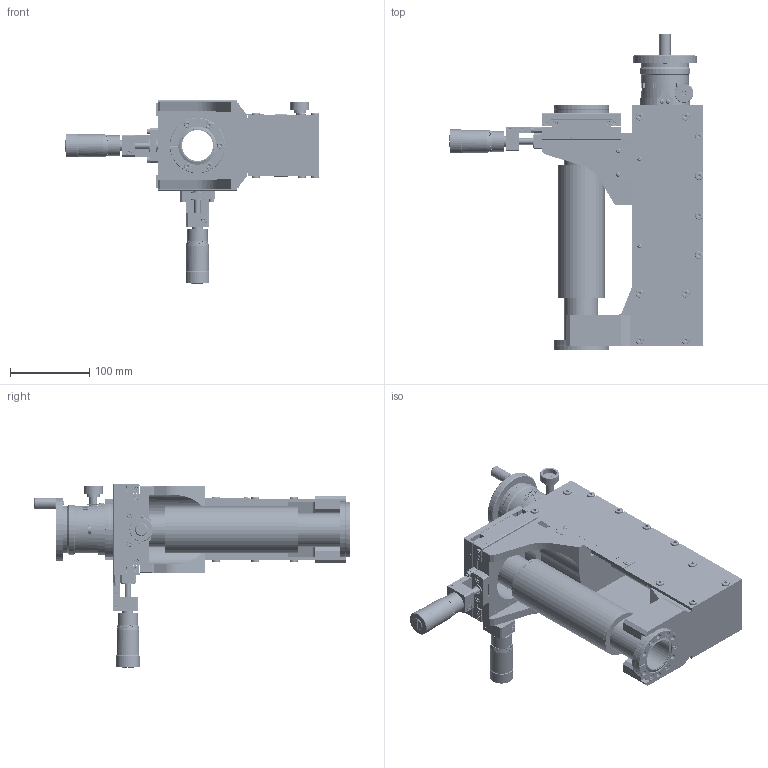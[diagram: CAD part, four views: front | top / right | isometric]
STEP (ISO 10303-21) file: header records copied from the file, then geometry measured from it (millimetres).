
FILE_DESCRIPTION (( 'STEP AP214' ), '1' );
FILE_NAME ('420MXYZ040-100.stp', '2017-11-24T09:34:47', ( '' ), ( '' ), 'SwSTEP 2.0', 'SolidWorks 2015', '' );
FILE_SCHEMA (( 'AUTOMOTIVE_DESIGN' ));
Length unit declared in the file: millimetre
Products named in the file (1): 420MXYZ040-100
Bounding box: 320.7 x 399.7 x 232.2 mm (x, y, z)
Volume: 2851141.9 mm3; surface area: 683765.4 mm2
Topology: 149 solids, 193 shells, 7892 faces, 19697 edges, 12015 vertices
Faces by surface type: plane 4764, cylinder 1412, cone 855, bspline 482, torus 359, sphere 20
Entity records: 337402 total; most frequent: CARTESIAN_POINT 64956, DIRECTION 38629, ORIENTED_EDGE 38182, EDGE_CURVE 19091, AXIS2_PLACEMENT_3D 13663, VERTEX_POINT 12003, LINE 11303, VECTOR 11303
